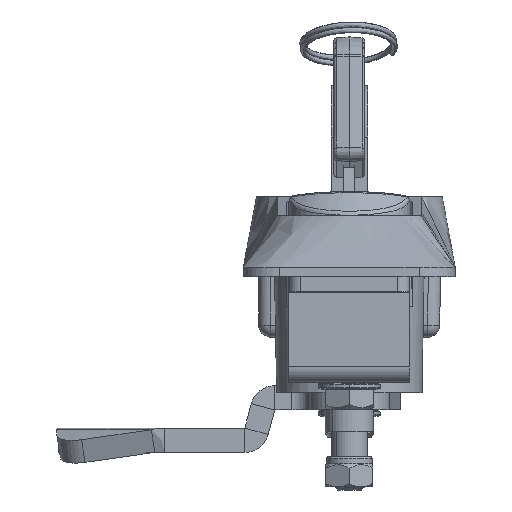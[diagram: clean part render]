
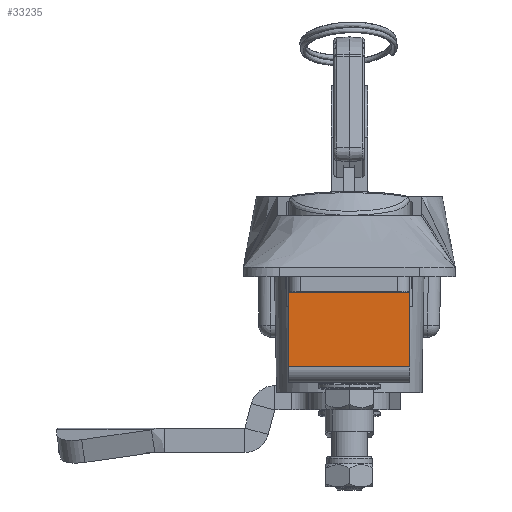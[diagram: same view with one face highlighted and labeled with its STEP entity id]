
A CAD part, front view. The second image highlights one B-rep face of the part: STEP entity #33235.
In plain terms, the highlighted planar face has unit normal (0, -1, 0).
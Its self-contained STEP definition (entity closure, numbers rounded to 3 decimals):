
#667 = ORIENTED_EDGE ( 'NONE', *, *, #2199, .T. ) ;
#1202 = LINE ( 'NONE', #32404, #29085 ) ;
#1799 = ORIENTED_EDGE ( 'NONE', *, *, #10018, .T. ) ;
#2199 = EDGE_CURVE ( 'NONE', #27000, #39775, #16998, .T. ) ;
#4045 = EDGE_CURVE ( 'NONE', #31618, #34207, #1202, .T. ) ;
#4445 = VECTOR ( 'NONE', #38784, 1000. ) ;
#9424 = VECTOR ( 'NONE', #18188, 1000. ) ;
#10018 = EDGE_CURVE ( 'NONE', #31618, #27000, #37716, .T. ) ;
#11242 = FACE_OUTER_BOUND ( 'NONE', #29446, .T. ) ;
#12443 = CARTESIAN_POINT ( 'NONE',  ( 10., -128.002, -14.9 ) ) ;
#14533 = DIRECTION ( 'NONE',  ( 0., -1., 0. ) ) ;
#14667 = EDGE_CURVE ( 'NONE', #34207, #39775, #21817, .T. ) ;
#15753 = CARTESIAN_POINT ( 'NONE',  ( -10., -128.002, -2.5 ) ) ;
#16998 = LINE ( 'NONE', #36083, #4445 ) ;
#18188 = DIRECTION ( 'NONE',  ( 0., 0., -1. ) ) ;
#19654 = ORIENTED_EDGE ( 'NONE', *, *, #4045, .F. ) ;
#20518 = CARTESIAN_POINT ( 'NONE',  ( 10., -128.002, -2.6 ) ) ;
#20633 = CARTESIAN_POINT ( 'NONE',  ( -10., -128.002, -2.5 ) ) ;
#21817 = LINE ( 'NONE', #40310, #38000 ) ;
#22046 = ORIENTED_EDGE ( 'NONE', *, *, #14667, .F. ) ;
#25664 = AXIS2_PLACEMENT_3D ( 'NONE', #20633, #14533, #27032 ) ;
#27000 = VERTEX_POINT ( 'NONE', #31944 ) ;
#27032 = DIRECTION ( 'NONE',  ( -1., 0., 0. ) ) ;
#29085 = VECTOR ( 'NONE', #34539, 1000. ) ;
#29446 = EDGE_LOOP ( 'NONE', ( #22046, #19654, #1799, #667 ) ) ;
#29503 = CARTESIAN_POINT ( 'NONE',  ( -10., -128.002, -2.6 ) ) ;
#31618 = VERTEX_POINT ( 'NONE', #29503 ) ;
#31944 = CARTESIAN_POINT ( 'NONE',  ( -10., -128.002, -14.9 ) ) ;
#32404 = CARTESIAN_POINT ( 'NONE',  ( -10., -128.002, -2.6 ) ) ;
#33235 = ADVANCED_FACE ( 'NONE', ( #11242 ), #36258, .T. ) ;
#34152 = DIRECTION ( 'NONE',  ( 0., 0., -1. ) ) ;
#34207 = VERTEX_POINT ( 'NONE', #20518 ) ;
#34539 = DIRECTION ( 'NONE',  ( 1., 0., 0. ) ) ;
#36083 = CARTESIAN_POINT ( 'NONE',  ( -10., -128.002, -14.9 ) ) ;
#36258 = PLANE ( 'NONE',  #25664 ) ;
#37716 = LINE ( 'NONE', #15753, #9424 ) ;
#38000 = VECTOR ( 'NONE', #34152, 1000. ) ;
#38784 = DIRECTION ( 'NONE',  ( 1., 0., 0. ) ) ;
#39775 = VERTEX_POINT ( 'NONE', #12443 ) ;
#40310 = CARTESIAN_POINT ( 'NONE',  ( 10., -128.002, -2.5 ) ) ;
